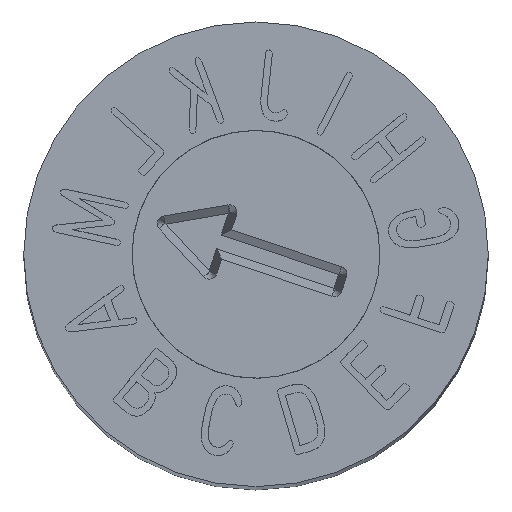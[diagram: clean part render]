
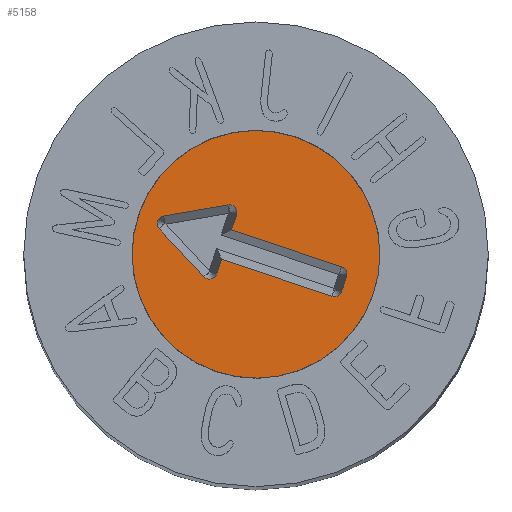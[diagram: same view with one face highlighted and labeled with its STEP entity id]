
A CAD part, top view. The second image highlights one B-rep face of the part: STEP entity #5158.
In plain terms, the highlighted planar face has unit normal (0, 0, 1).
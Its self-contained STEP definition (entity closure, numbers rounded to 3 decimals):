
#72=CIRCLE('',#5367,0.05);
#73=CIRCLE('',#5370,0.05);
#74=CIRCLE('',#5373,0.05);
#75=CIRCLE('',#5377,0.05);
#84=CIRCLE('',#5395,0.8);
#112=FACE_BOUND('',#1130,.T.);
#406=B_SPLINE_CURVE_WITH_KNOTS('',3,(#9491,#9492,#9493,#9494,#9495),
 .UNSPECIFIED.,.F.,.F.,(4,1,4),(1.571,2.244,3.142),
 .UNSPECIFIED.);
#828=FACE_OUTER_BOUND('',#1129,.T.);
#1129=EDGE_LOOP('',(#4741));
#1130=EDGE_LOOP('',(#4742,#4743,#4744,#4745,#4746,#4747,#4748,#4749,#4750,
#4751,#4752,#4753));
#1532=LINE('',#9504,#1961);
#1536=LINE('',#9512,#1965);
#1541=LINE('',#9524,#1970);
#1546=LINE('',#9536,#1975);
#1550=LINE('',#9546,#1979);
#1554=LINE('',#9554,#1983);
#1557=LINE('',#9561,#1986);
#1961=VECTOR('',#6064,10.);
#1965=VECTOR('',#6070,10.);
#1970=VECTOR('',#6081,10.);
#1975=VECTOR('',#6092,10.);
#1979=VECTOR('',#6102,10.);
#1983=VECTOR('',#6108,10.);
#1986=VECTOR('',#6117,10.);
#2460=VERTEX_POINT('',#9484);
#2462=VERTEX_POINT('',#9490);
#2463=VERTEX_POINT('',#9498);
#2466=VERTEX_POINT('',#9506);
#2469=VERTEX_POINT('',#9514);
#2470=VERTEX_POINT('',#9518);
#2473=VERTEX_POINT('',#9526);
#2474=VERTEX_POINT('',#9530);
#2477=VERTEX_POINT('',#9538);
#2478=VERTEX_POINT('',#9542);
#2480=VERTEX_POINT('',#9548);
#2483=VERTEX_POINT('',#9556);
#2491=VERTEX_POINT('',#9588);
#3199=EDGE_CURVE('',#2462,#2460,#406,.T.);
#3204=EDGE_CURVE('',#2463,#2462,#1532,.T.);
#3208=EDGE_CURVE('',#2466,#2463,#1536,.T.);
#3209=EDGE_CURVE('',#2469,#2466,#72,.T.);
#3214=EDGE_CURVE('',#2470,#2469,#1541,.T.);
#3215=EDGE_CURVE('',#2473,#2470,#73,.T.);
#3220=EDGE_CURVE('',#2474,#2473,#1546,.T.);
#3221=EDGE_CURVE('',#2477,#2474,#74,.T.);
#3225=EDGE_CURVE('',#2478,#2477,#1550,.T.);
#3229=EDGE_CURVE('',#2480,#2478,#1554,.T.);
#3230=EDGE_CURVE('',#2483,#2480,#75,.T.);
#3233=EDGE_CURVE('',#2460,#2483,#1557,.T.);
#3245=EDGE_CURVE('',#2491,#2491,#84,.T.);
#4741=ORIENTED_EDGE('',*,*,#3245,.F.);
#4742=ORIENTED_EDGE('',*,*,#3199,.T.);
#4743=ORIENTED_EDGE('',*,*,#3233,.T.);
#4744=ORIENTED_EDGE('',*,*,#3230,.T.);
#4745=ORIENTED_EDGE('',*,*,#3229,.T.);
#4746=ORIENTED_EDGE('',*,*,#3225,.T.);
#4747=ORIENTED_EDGE('',*,*,#3221,.T.);
#4748=ORIENTED_EDGE('',*,*,#3220,.T.);
#4749=ORIENTED_EDGE('',*,*,#3215,.T.);
#4750=ORIENTED_EDGE('',*,*,#3214,.T.);
#4751=ORIENTED_EDGE('',*,*,#3209,.T.);
#4752=ORIENTED_EDGE('',*,*,#3208,.T.);
#4753=ORIENTED_EDGE('',*,*,#3204,.T.);
#4881=PLANE('',#5396);
#5158=ADVANCED_FACE('',(#828,#112),#4881,.F.);
#5367=AXIS2_PLACEMENT_3D('',#9515,#6073,#6074);
#5370=AXIS2_PLACEMENT_3D('',#9527,#6084,#6085);
#5373=AXIS2_PLACEMENT_3D('',#9539,#6095,#6096);
#5377=AXIS2_PLACEMENT_3D('',#9557,#6111,#6112);
#5395=AXIS2_PLACEMENT_3D('',#9589,#6153,#6154);
#5396=AXIS2_PLACEMENT_3D('',#9591,#6156,#6157);
#6064=DIRECTION('',(0.,1.,0.));
#6070=DIRECTION('',(1.,0.,0.));
#6073=DIRECTION('center_axis',(0.,0.,-1.));
#6074=DIRECTION('ref_axis',(0.,-1.,0.));
#6081=DIRECTION('',(-0.476,0.88,0.));
#6084=DIRECTION('center_axis',(0.,0.,-1.));
#6085=DIRECTION('ref_axis',(0.88,0.476,0.));
#6092=DIRECTION('',(-0.476,-0.88,0.));
#6095=DIRECTION('center_axis',(0.,0.,-1.));
#6096=DIRECTION('ref_axis',(-0.88,0.476,0.));
#6102=DIRECTION('',(1.,0.,0.));
#6108=DIRECTION('',(0.,-1.,0.));
#6111=DIRECTION('center_axis',(0.,0.,-1.));
#6112=DIRECTION('ref_axis',(-1.,0.,0.));
#6117=DIRECTION('',(1.,0.,0.));
#6153=DIRECTION('center_axis',(0.,0.,-1.));
#6154=DIRECTION('ref_axis',(-1.,0.,0.));
#6156=DIRECTION('center_axis',(0.,0.,-1.));
#6157=DIRECTION('ref_axis',(-1.,0.,0.));
#9484=CARTESIAN_POINT('',(-0.05,0.6,2.));
#9490=CARTESIAN_POINT('',(-0.1,0.55,2.));
#9491=CARTESIAN_POINT('Ctrl Pts',(-0.1,0.55,2.));
#9492=CARTESIAN_POINT('Ctrl Pts',(-0.1,0.561,2.));
#9493=CARTESIAN_POINT('Ctrl Pts',(-0.091,0.587,
2.));
#9494=CARTESIAN_POINT('Ctrl Pts',(-0.065,0.6,2.));
#9495=CARTESIAN_POINT('Ctrl Pts',(-0.05,0.6,2.));
#9498=CARTESIAN_POINT('',(-0.1,-0.2,2.));
#9504=CARTESIAN_POINT('',(-0.1,0.275,2.));
#9506=CARTESIAN_POINT('',(-0.2,-0.2,2.));
#9512=CARTESIAN_POINT('',(-0.05,-0.2,2.));
#9514=CARTESIAN_POINT('',(-0.244,-0.274,2.));
#9515=CARTESIAN_POINT('Origin',(-0.2,-0.25,2.));
#9518=CARTESIAN_POINT('',(-0.044,-0.644,2.));
#9524=CARTESIAN_POINT('',(-0.274,-0.219,2.));
#9526=CARTESIAN_POINT('',(0.044,-0.644,2.));
#9527=CARTESIAN_POINT('Origin',(0.,-0.62,
2.));
#9530=CARTESIAN_POINT('',(0.244,-0.274,2.));
#9536=CARTESIAN_POINT('',(0.174,-0.404,2.));
#9538=CARTESIAN_POINT('',(0.2,-0.2,2.));
#9539=CARTESIAN_POINT('Origin',(0.2,-0.25,2.));
#9542=CARTESIAN_POINT('',(0.1,-0.2,2.));
#9546=CARTESIAN_POINT('',(0.1,-0.2,2.));
#9548=CARTESIAN_POINT('',(0.1,0.55,2.));
#9554=CARTESIAN_POINT('',(0.1,-0.1,2.));
#9556=CARTESIAN_POINT('',(0.05,0.6,2.));
#9557=CARTESIAN_POINT('Origin',(0.05,0.55,2.));
#9561=CARTESIAN_POINT('',(0.,0.6,2.));
#9588=CARTESIAN_POINT('',(0.8,0.,2.));
#9589=CARTESIAN_POINT('Origin',(0.,0.,2.));
#9591=CARTESIAN_POINT('Origin',(0.,0.,2.));
